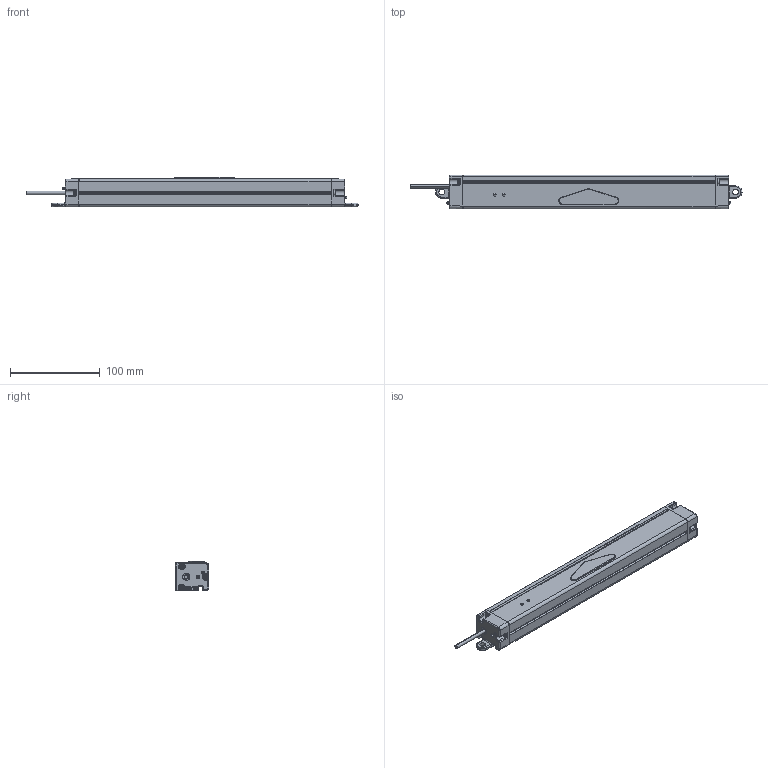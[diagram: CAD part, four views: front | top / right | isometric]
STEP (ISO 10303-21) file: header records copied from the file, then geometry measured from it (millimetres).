
FILE_DESCRIPTION((''),'2;1');
FILE_NAME('163643_SW','2012-02-24T',('banengservice'),('BANNER ENGINEERING'),'PRO/ENGINEER BY PARAMETRIC TECHNOLOGY CORPORATION, 2009141','PRO/ENGINEER BY PARAMETRIC TECHNOLOGY CORPORATION, 2009141','');
FILE_SCHEMA(('CONFIG_CONTROL_DESIGN'));
Products named in the file (1): 163643_SW
Bounding box: 370 x 37.3 x 32.88 mm (x, y, z)
Volume: 144637.5 mm3; surface area: 121763.1 mm2
Topology: 2 solids, 2 shells, 1760 faces, 4497 edges, 2799 vertices
Faces by surface type: plane 773, cylinder 517, bspline 218, cone 133, torus 86, sphere 21, extrusion 12
Entity records: 72396 total; most frequent: CARTESIAN_POINT 31286, ORIENTED_EDGE 8978, DIRECTION 8043, EDGE_CURVE 4489, AXIS2_PLACEMENT_3D 2847, VERTEX_POINT 2799, VECTOR 2349, LINE 2337
